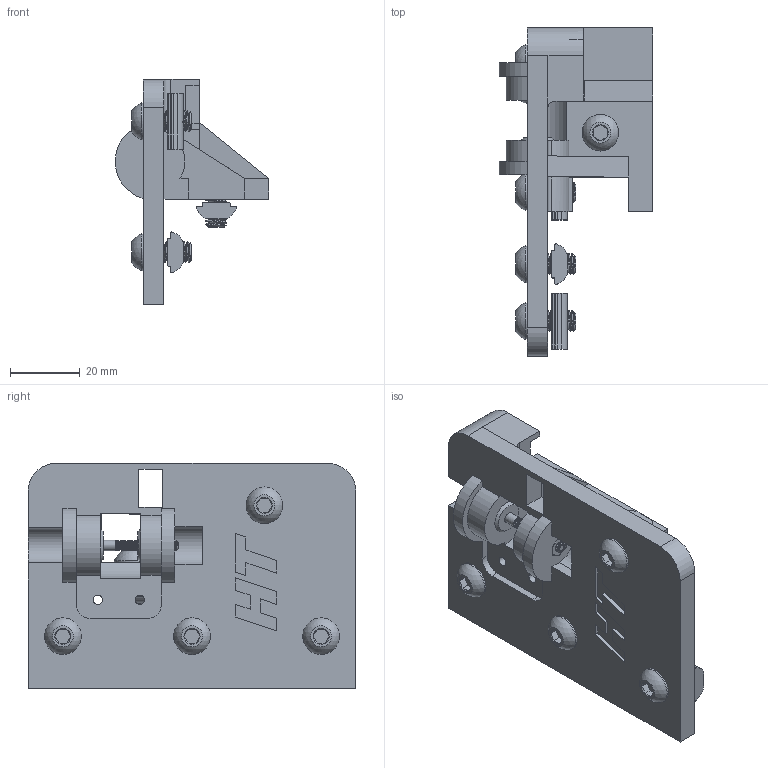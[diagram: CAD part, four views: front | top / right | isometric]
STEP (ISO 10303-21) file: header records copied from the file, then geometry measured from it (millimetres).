
FILE_DESCRIPTION(/* description */ (''),/* implementation_level */ '2;1');
FILE_NAME(/* name */ 'XYHT_AXIS_PULLEYMOUNT_FRONT_RIGHT_Assy_3mmPulley.step',/* time_stamp */ '2022-01-08T14:10:33-05:00',/* author */ (''),/* organization */ (''),/* preprocessor_version */ 'ST-DEVELOPER v18.1',/* originating_system */ 'Autodesk Translation Framework v10.10.0.1391',/* authorisation */ '');
FILE_SCHEMA (('AUTOMOTIVE_DESIGN { 1 0 10303 214 3 1 1 }'));
Length unit declared in the file: millimetre
Products named in the file (6): XYHT_AXIS_PULLEYMOUNT_FRONT_RIGHT_Assy_3mm; PulleyMount_FRONT_RIGHT_3MM_BodyV1.1; M6X3030_TSlot_Nut; M6X14_ButtonHeadScrew_92095A227; M3X30_CapScrew_92290A126; M3_Nut_94150A325
Assembly tree (13 placements, depth 2):
  XYHT_AXIS_PULLEYMOUNT_FRONT_RIGHT_Assy_3mm
    PulleyMount_FRONT_RIGHT_3MM_BodyV1.1
    M6X14_ButtonHeadScrew_92095A227  x5
    M6X3030_TSlot_Nut  x5
    M3X30_CapScrew_92290A126
    M3_Nut_94150A325
Bounding box: 43.96 x 93.95 x 64.5 mm (x, y, z)
Volume: 54966.6 mm3; surface area: 27172.9 mm2
Topology: 13 solids, 13 shells, 621 faces, 1652 edges, 1073 vertices
Faces by surface type: cylinder 320, plane 219, cone 63, bspline 14, sphere 5
Full cylindrical faces by diameter (mm): 2.35 x38, 2.7 x3, 3 x40, 3.2 x2, 4.701 x70, 5.5 x1, 6 x70, 8.2 x1, 10 x1, 10.5 x5
Entity records: 21466 total; most frequent: CARTESIAN_POINT 13529, ORIENTED_EDGE 1760, DIRECTION 1414, EDGE_CURVE 880, VERTEX_POINT 573, AXIS2_PLACEMENT_3D 481, LINE 452, VECTOR 452
